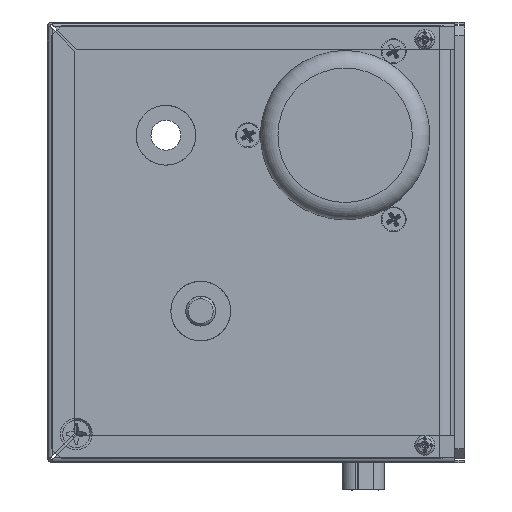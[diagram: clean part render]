
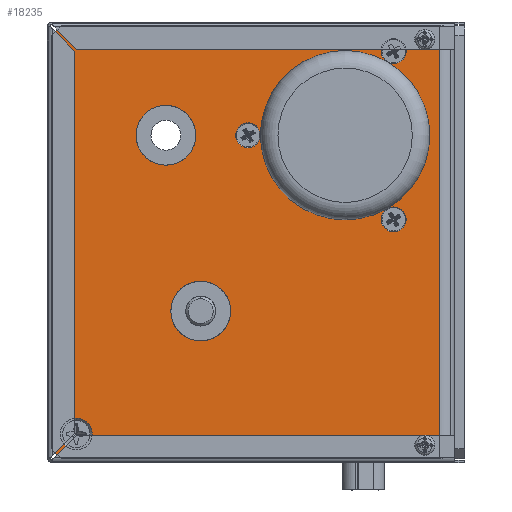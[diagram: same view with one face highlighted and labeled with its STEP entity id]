
A CAD part, left-side view. The second image highlights one B-rep face of the part: STEP entity #18235.
In plain terms, the highlighted planar face has unit normal (-1, 0, 0).
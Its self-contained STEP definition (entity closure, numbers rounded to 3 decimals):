
#1333=PLANE('',#19189);
#1574=CIRCLE('',#19118,2.5);
#1577=CIRCLE('',#19123,2.5);
#1580=CIRCLE('',#19128,2.5);
#1585=CIRCLE('',#19137,16.75);
#1591=CIRCLE('',#19145,6.);
#1593=CIRCLE('',#19147,6.);
#1600=CIRCLE('',#19154,3.2);
#1602=CIRCLE('',#19156,0.784);
#1604=CIRCLE('',#19158,0.784);
#1605=CIRCLE('',#19159,0.784);
#1607=CIRCLE('',#19161,0.784);
#1609=CIRCLE('',#19163,3.2);
#1622=CIRCLE('',#19185,6.);
#1623=CIRCLE('',#19186,6.);
#2887=VERTEX_POINT('',#26431);
#2890=VERTEX_POINT('',#26439);
#2893=VERTEX_POINT('',#26447);
#2898=VERTEX_POINT('',#26461);
#2908=VERTEX_POINT('',#26500);
#2910=VERTEX_POINT('',#26504);
#2912=VERTEX_POINT('',#26526);
#2914=VERTEX_POINT('',#26530);
#2927=VERTEX_POINT('',#26629);
#2928=VERTEX_POINT('',#26631);
#2930=VERTEX_POINT('',#26653);
#2932=VERTEX_POINT('',#26657);
#2934=VERTEX_POINT('',#26679);
#2936=VERTEX_POINT('',#26683);
#2941=VERTEX_POINT('',#26816);
#2942=VERTEX_POINT('',#26818);
#2951=VERTEX_POINT('',#26844);
#2952=VERTEX_POINT('',#26846);
#2954=VERTEX_POINT('',#26852);
#2956=VERTEX_POINT('',#26858);
#5065=VECTOR('',#21469,1.);
#5078=VECTOR('',#21489,1.);
#5081=VECTOR('',#21495,1.);
#5084=VECTOR('',#21499,1.);
#5086=VECTOR('',#21507,1.);
#5087=VECTOR('',#21514,1.);
#6058=LINE('',#26817,#5065);
#6071=LINE('',#26845,#5078);
#6074=LINE('',#26853,#5081);
#6077=LINE('',#26859,#5084);
#6079=LINE('',#26865,#5086);
#6080=LINE('',#26905,#5087);
#7040=EDGE_CURVE('',#2887,#2887,#1574,.T.);
#7043=EDGE_CURVE('',#2890,#2890,#1577,.T.);
#7046=EDGE_CURVE('',#2893,#2893,#1580,.T.);
#7051=EDGE_CURVE('',#2898,#2898,#1585,.T.);
#7063=EDGE_CURVE('',#2908,#2910,#1591,.T.);
#7067=EDGE_CURVE('',#2912,#2914,#1593,.T.);
#7082=EDGE_CURVE('',#2927,#2928,#1600,.T.);
#7086=EDGE_CURVE('',#2930,#2932,#1602,.T.);
#7090=EDGE_CURVE('',#2934,#2936,#1604,.T.);
#7091=EDGE_CURVE('',#2936,#2934,#1605,.T.);
#7093=EDGE_CURVE('',#2932,#2930,#1607,.T.);
#7095=EDGE_CURVE('',#2928,#2927,#1609,.T.);
#7108=EDGE_CURVE('',#2942,#2941,#6058,.T.);
#7123=EDGE_CURVE('',#2952,#2951,#6071,.T.);
#7127=EDGE_CURVE('',#2954,#2951,#6074,.T.);
#7130=EDGE_CURVE('',#2956,#2954,#6077,.T.);
#7134=EDGE_CURVE('',#2942,#2956,#6079,.T.);
#7135=EDGE_CURVE('',#2914,#2912,#1622,.T.);
#7136=EDGE_CURVE('',#2910,#2908,#1623,.T.);
#7137=EDGE_CURVE('',#2952,#2941,#6080,.T.);
#10195=ORIENTED_EDGE('',*,*,#7040,.T.);
#10196=ORIENTED_EDGE('',*,*,#7043,.T.);
#10197=ORIENTED_EDGE('',*,*,#7046,.T.);
#10198=ORIENTED_EDGE('',*,*,#7051,.T.);
#10199=ORIENTED_EDGE('',*,*,#7127,.F.);
#10200=ORIENTED_EDGE('',*,*,#7130,.F.);
#10201=ORIENTED_EDGE('',*,*,#7134,.F.);
#10202=ORIENTED_EDGE('',*,*,#7108,.T.);
#10203=ORIENTED_EDGE('',*,*,#7137,.F.);
#10204=ORIENTED_EDGE('',*,*,#7123,.T.);
#10205=ORIENTED_EDGE('',*,*,#7090,.T.);
#10206=ORIENTED_EDGE('',*,*,#7091,.T.);
#10207=ORIENTED_EDGE('',*,*,#7086,.T.);
#10208=ORIENTED_EDGE('',*,*,#7093,.T.);
#10209=ORIENTED_EDGE('',*,*,#7082,.T.);
#10210=ORIENTED_EDGE('',*,*,#7095,.T.);
#10211=ORIENTED_EDGE('',*,*,#7067,.T.);
#10212=ORIENTED_EDGE('',*,*,#7135,.T.);
#10213=ORIENTED_EDGE('',*,*,#7063,.T.);
#10214=ORIENTED_EDGE('',*,*,#7136,.T.);
#15999=EDGE_LOOP('',(#10195));
#16000=EDGE_LOOP('',(#10196));
#16001=EDGE_LOOP('',(#10197));
#16002=EDGE_LOOP('',(#10198));
#16003=EDGE_LOOP('',(#10199,#10200,#10201,#10202,#10203,#10204));
#16004=EDGE_LOOP('',(#10205,#10206));
#16005=EDGE_LOOP('',(#10207,#10208));
#16006=EDGE_LOOP('',(#10209,#10210));
#16007=EDGE_LOOP('',(#10211,#10212));
#16008=EDGE_LOOP('',(#10213,#10214));
#17129=FACE_BOUND('',#15999,.T.);
#17130=FACE_BOUND('',#16000,.T.);
#17131=FACE_BOUND('',#16001,.T.);
#17132=FACE_BOUND('',#16002,.T.);
#17133=FACE_BOUND('',#16003,.T.);
#17134=FACE_BOUND('',#16004,.T.);
#17135=FACE_BOUND('',#16005,.T.);
#17136=FACE_BOUND('',#16006,.T.);
#17137=FACE_BOUND('',#16007,.T.);
#17138=FACE_BOUND('',#16008,.T.);
#18235=ADVANCED_FACE('',(#17129,#17130,#17131,#17132,#17133,#17134,#17135,
#17136,#17137,#17138),#1333,.T.);
#19118=AXIS2_PLACEMENT_3D('',#26430,#21336,#21337);
#19123=AXIS2_PLACEMENT_3D('',#26438,#21346,#21347);
#19128=AXIS2_PLACEMENT_3D('',#26446,#21356,#21357);
#19137=AXIS2_PLACEMENT_3D('',#26460,#21374,#21375);
#19145=AXIS2_PLACEMENT_3D('',#26505,#21396,#21397);
#19147=AXIS2_PLACEMENT_3D('',#26531,#21402,#21403);
#19154=AXIS2_PLACEMENT_3D('',#26632,#21424,#21425);
#19156=AXIS2_PLACEMENT_3D('',#26658,#21430,#21431);
#19158=AXIS2_PLACEMENT_3D('',#26684,#21436,#21437);
#19159=AXIS2_PLACEMENT_3D('',#26703,#21438,#21439);
#19161=AXIS2_PLACEMENT_3D('',#26723,#21442,#21443);
#19163=AXIS2_PLACEMENT_3D('',#26743,#21446,#21447);
#19185=AXIS2_PLACEMENT_3D('',#26884,#21508,#21509);
#19186=AXIS2_PLACEMENT_3D('',#26903,#21510,#21511);
#19189=AXIS2_PLACEMENT_3D('',#26908,#21518,$);
#21336=DIRECTION('',(1.,0.,0.));
#21337=DIRECTION('',(0.,2.5,0.));
#21346=DIRECTION('',(1.,0.,0.));
#21347=DIRECTION('',(0.,2.5,0.));
#21356=DIRECTION('',(1.,0.,0.));
#21357=DIRECTION('',(0.,2.5,0.));
#21374=DIRECTION('',(1.,0.,0.));
#21375=DIRECTION('',(0.,16.75,0.));
#21396=DIRECTION('',(1.,0.,0.));
#21397=DIRECTION('',(0.,0.,6.));
#21402=DIRECTION('',(1.,0.,0.));
#21403=DIRECTION('',(0.,0.,6.));
#21424=DIRECTION('',(1.,0.,0.));
#21425=DIRECTION('',(0.,0.,3.2));
#21430=DIRECTION('',(1.,0.,0.));
#21431=DIRECTION('',(0.,0.,0.784));
#21436=DIRECTION('',(1.,0.,0.));
#21437=DIRECTION('',(0.,0.,0.784));
#21438=DIRECTION('',(1.,0.,0.));
#21439=DIRECTION('',(0.,0.,0.784));
#21442=DIRECTION('',(1.,0.,0.));
#21443=DIRECTION('',(0.,0.,0.784));
#21446=DIRECTION('',(1.,0.,0.));
#21447=DIRECTION('',(0.,0.,3.2));
#21469=DIRECTION('',(0.,-1.,0.));
#21489=DIRECTION('',(0.,1.,0.));
#21495=DIRECTION('',(0.,-0.707,0.707));
#21499=DIRECTION('',(0.,0.,1.));
#21507=DIRECTION('',(0.,0.707,0.707));
#21508=DIRECTION('',(1.,0.,0.));
#21509=DIRECTION('',(0.,0.,6.));
#21510=DIRECTION('',(1.,0.,0.));
#21511=DIRECTION('',(0.,0.,6.));
#21514=DIRECTION('',(0.,0.,-1.));
#21518=DIRECTION('',(-1.,0.,0.));
#26430=CARTESIAN_POINT('',(0.,12.25,81.887));
#26431=CARTESIAN_POINT('',(0.,14.75,81.887));
#26438=CARTESIAN_POINT('',(0.,12.25,48.113));
#26439=CARTESIAN_POINT('',(0.,14.75,48.113));
#26446=CARTESIAN_POINT('',(0.,41.5,65.));
#26447=CARTESIAN_POINT('',(0.,44.,65.));
#26460=CARTESIAN_POINT('',(0.,22.,65.));
#26461=CARTESIAN_POINT('',(0.,38.75,65.));
#26500=CARTESIAN_POINT('',(0.,58.,71.));
#26504=CARTESIAN_POINT('',(0.,58.,59.));
#26505=CARTESIAN_POINT('',(0.,58.,65.));
#26526=CARTESIAN_POINT('',(0.,51.,35.687));
#26530=CARTESIAN_POINT('',(0.,51.,23.687));
#26531=CARTESIAN_POINT('',(0.,51.,29.687));
#26629=CARTESIAN_POINT('',(0.,76.,8.2));
#26631=CARTESIAN_POINT('',(0.,76.,1.8));
#26632=CARTESIAN_POINT('',(0.,76.,5.));
#26653=CARTESIAN_POINT('',(0.,6.,85.034));
#26657=CARTESIAN_POINT('',(0.,6.,83.467));
#26658=CARTESIAN_POINT('',(0.,6.,84.25));
#26679=CARTESIAN_POINT('',(0.,6.,3.534));
#26683=CARTESIAN_POINT('',(0.,6.,1.967));
#26684=CARTESIAN_POINT('',(0.,6.,2.75));
#26703=CARTESIAN_POINT('',(0.,6.,2.75));
#26723=CARTESIAN_POINT('',(0.,6.,84.25));
#26743=CARTESIAN_POINT('',(0.,76.,5.));
#26816=CARTESIAN_POINT('',(0.,3.,0.));
#26817=CARTESIAN_POINT('',(0.,79.,0.));
#26818=CARTESIAN_POINT('',(0.,79.,0.));
#26844=CARTESIAN_POINT('',(0.,79.,87.));
#26845=CARTESIAN_POINT('',(0.,3.,87.));
#26846=CARTESIAN_POINT('',(0.,3.,87.));
#26852=CARTESIAN_POINT('',(0.,81.,85.));
#26853=CARTESIAN_POINT('',(0.,81.,85.));
#26858=CARTESIAN_POINT('',(0.,81.,2.));
#26859=CARTESIAN_POINT('',(0.,81.,2.));
#26865=CARTESIAN_POINT('',(0.,79.,0.));
#26884=CARTESIAN_POINT('',(0.,51.,29.687));
#26903=CARTESIAN_POINT('',(0.,58.,65.));
#26905=CARTESIAN_POINT('',(0.,3.,87.));
#26908=CARTESIAN_POINT('',(0.,0.,0.));
